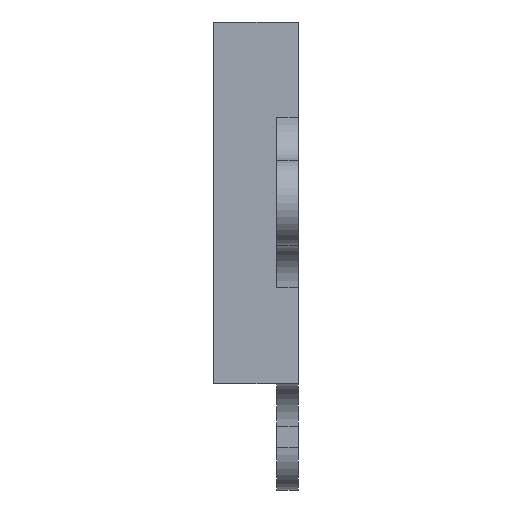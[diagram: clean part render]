
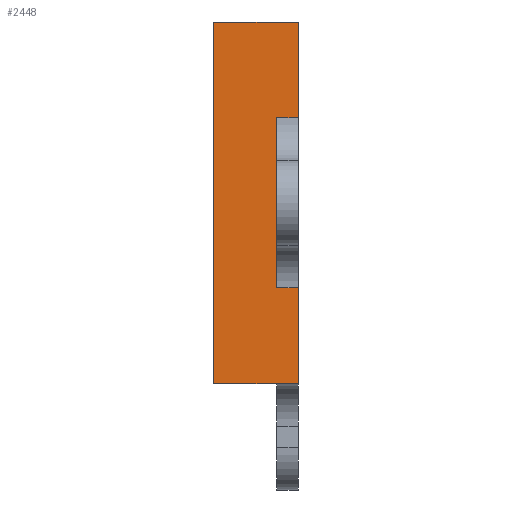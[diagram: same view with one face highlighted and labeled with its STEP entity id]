
A CAD part, left-side view. The second image highlights one B-rep face of the part: STEP entity #2448.
In plain terms, the highlighted planar face has unit normal (-1, 0, 0).
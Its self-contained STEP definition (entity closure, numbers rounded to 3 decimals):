
#76 = EDGE_CURVE ( 'NONE', #385, #1490, #4318, .T. ) ;
#385 = VERTEX_POINT ( 'NONE', #3845 ) ;
#397 = VECTOR ( 'NONE', #3552, 1000. ) ;
#532 = EDGE_CURVE ( 'NONE', #3152, #2827, #2461, .T. ) ;
#559 = VERTEX_POINT ( 'NONE', #638 ) ;
#580 = CARTESIAN_POINT ( 'NONE',  ( -43.47, 17.272, -55.505 ) ) ;
#638 = CARTESIAN_POINT ( 'NONE',  ( -43.47, -2.54, 7.04 ) ) ;
#653 = CARTESIAN_POINT ( 'NONE',  ( -43.47, -2.54, -32.96 ) ) ;
#676 = DIRECTION ( 'NONE',  ( 0., -1., 0. ) ) ;
#814 = CARTESIAN_POINT ( 'NONE',  ( -43.47, 2.46, 7.04 ) ) ;
#815 = CARTESIAN_POINT ( 'NONE',  ( -43.47, 17.272, 29.585 ) ) ;
#833 = ORIENTED_EDGE ( 'NONE', *, *, #1562, .T. ) ;
#1122 = AXIS2_PLACEMENT_3D ( 'NONE', #3022, #4579, #2717 ) ;
#1216 = VERTEX_POINT ( 'NONE', #3426 ) ;
#1271 = CARTESIAN_POINT ( 'NONE',  ( -43.47, -2.54, -52.965 ) ) ;
#1296 = CARTESIAN_POINT ( 'NONE',  ( -43.47, 17.272, 29.585 ) ) ;
#1323 = EDGE_CURVE ( 'NONE', #559, #1216, #2393, .T. ) ;
#1388 = DIRECTION ( 'NONE',  ( 0., -1., 0. ) ) ;
#1490 = VERTEX_POINT ( 'NONE', #1296 ) ;
#1514 = VECTOR ( 'NONE', #4835, 1000. ) ;
#1550 = CARTESIAN_POINT ( 'NONE',  ( -43.47, 17.272, -52.965 ) ) ;
#1562 = EDGE_CURVE ( 'NONE', #2154, #559, #2581, .T. ) ;
#1705 = ORIENTED_EDGE ( 'NONE', *, *, #532, .T. ) ;
#1875 = CARTESIAN_POINT ( 'NONE',  ( -43.47, 17.272, 7.04 ) ) ;
#2008 = CARTESIAN_POINT ( 'NONE',  ( -43.47, 2.46, -2.96 ) ) ;
#2154 = VERTEX_POINT ( 'NONE', #814 ) ;
#2278 = VERTEX_POINT ( 'NONE', #2567 ) ;
#2393 = LINE ( 'NONE', #1271, #3417 ) ;
#2419 = DIRECTION ( 'NONE',  ( 0., 0., 1. ) ) ;
#2448 = ADVANCED_FACE ( 'NONE', ( #4604 ), #3481, .F. ) ;
#2461 = LINE ( 'NONE', #2867, #2719 ) ;
#2539 = CARTESIAN_POINT ( 'NONE',  ( -43.47, 17.272, -32.96 ) ) ;
#2567 = CARTESIAN_POINT ( 'NONE',  ( -43.47, 2.46, -32.96 ) ) ;
#2577 = VECTOR ( 'NONE', #1388, 1000. ) ;
#2581 = LINE ( 'NONE', #1875, #2608 ) ;
#2608 = VECTOR ( 'NONE', #676, 1000. ) ;
#2684 = EDGE_CURVE ( 'NONE', #2827, #2278, #3345, .T. ) ;
#2717 = DIRECTION ( 'NONE',  ( 0., 0., -1. ) ) ;
#2719 = VECTOR ( 'NONE', #4009, 1000. ) ;
#2752 = LINE ( 'NONE', #2008, #3247 ) ;
#2827 = VERTEX_POINT ( 'NONE', #653 ) ;
#2867 = CARTESIAN_POINT ( 'NONE',  ( -43.47, -2.54, -52.965 ) ) ;
#3022 = CARTESIAN_POINT ( 'NONE',  ( -43.47, 17.272, -52.965 ) ) ;
#3121 = VECTOR ( 'NONE', #3920, 1000. ) ;
#3152 = VERTEX_POINT ( 'NONE', #4410 ) ;
#3193 = EDGE_CURVE ( 'NONE', #385, #3152, #4067, .T. ) ;
#3247 = VECTOR ( 'NONE', #3488, 1000. ) ;
#3345 = LINE ( 'NONE', #2539, #1514 ) ;
#3417 = VECTOR ( 'NONE', #2419, 1000. ) ;
#3426 = CARTESIAN_POINT ( 'NONE',  ( -43.47, -2.54, 29.585 ) ) ;
#3481 = PLANE ( 'NONE',  #1122 ) ;
#3488 = DIRECTION ( 'NONE',  ( 0., 0., 1. ) ) ;
#3552 = DIRECTION ( 'NONE',  ( 0., -1., 0. ) ) ;
#3607 = ORIENTED_EDGE ( 'NONE', *, *, #3898, .T. ) ;
#3845 = CARTESIAN_POINT ( 'NONE',  ( -43.47, 17.272, -55.505 ) ) ;
#3898 = EDGE_CURVE ( 'NONE', #2278, #2154, #2752, .T. ) ;
#3920 = DIRECTION ( 'NONE',  ( 0., 0., 1. ) ) ;
#3928 = EDGE_CURVE ( 'NONE', #1490, #1216, #4314, .T. ) ;
#3962 = ORIENTED_EDGE ( 'NONE', *, *, #3928, .F. ) ;
#4009 = DIRECTION ( 'NONE',  ( 0., 0., 1. ) ) ;
#4067 = LINE ( 'NONE', #580, #2577 ) ;
#4238 = ORIENTED_EDGE ( 'NONE', *, *, #2684, .T. ) ;
#4314 = LINE ( 'NONE', #815, #397 ) ;
#4318 = LINE ( 'NONE', #1550, #3121 ) ;
#4357 = ORIENTED_EDGE ( 'NONE', *, *, #76, .F. ) ;
#4410 = CARTESIAN_POINT ( 'NONE',  ( -43.47, -2.54, -55.505 ) ) ;
#4481 = ORIENTED_EDGE ( 'NONE', *, *, #3193, .T. ) ;
#4579 = DIRECTION ( 'NONE',  ( 1., 0., 0. ) ) ;
#4604 = FACE_OUTER_BOUND ( 'NONE', #5000, .T. ) ;
#4753 = ORIENTED_EDGE ( 'NONE', *, *, #1323, .T. ) ;
#4835 = DIRECTION ( 'NONE',  ( 0., 1., 0. ) ) ;
#5000 = EDGE_LOOP ( 'NONE', ( #3607, #833, #4753, #3962, #4357, #4481, #1705, #4238 ) ) ;
